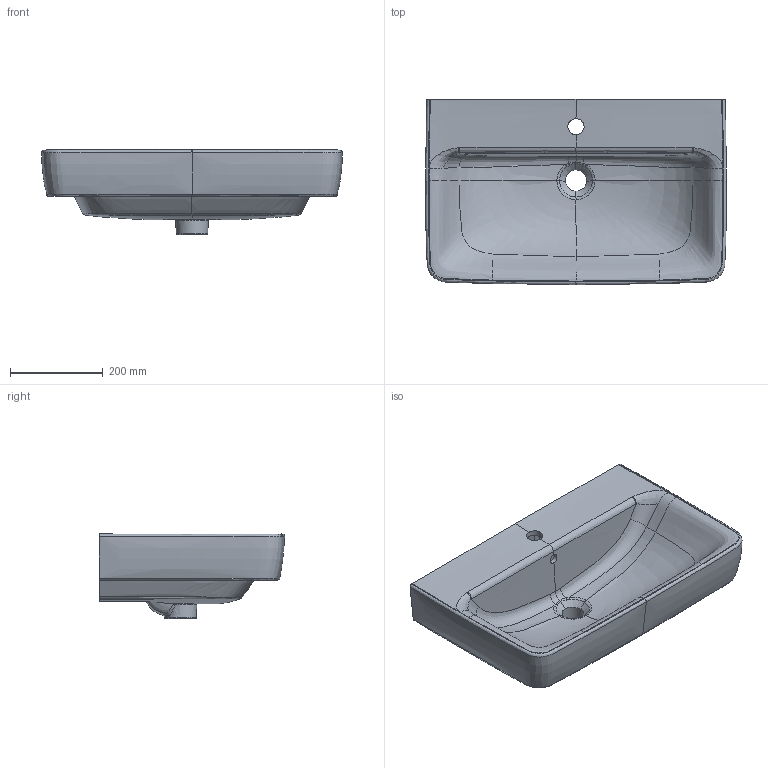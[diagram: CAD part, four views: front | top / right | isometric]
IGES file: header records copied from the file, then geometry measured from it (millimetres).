
Global section: file name: 501714; native system: Autodesk Inventor 2018; preprocessor: unknown; author: JANAN; date: 20200622.082320; units: millimetre
Bounding box: 649.31 x 400 x 184.49 mm (x, y, z)
Volume: 14684323.6 mm3; surface area: 924695.1 mm2
Topology: 1 solids, 1 shells, 249 faces, 670 edges, 418 vertices
Faces by surface type: bspline 249
